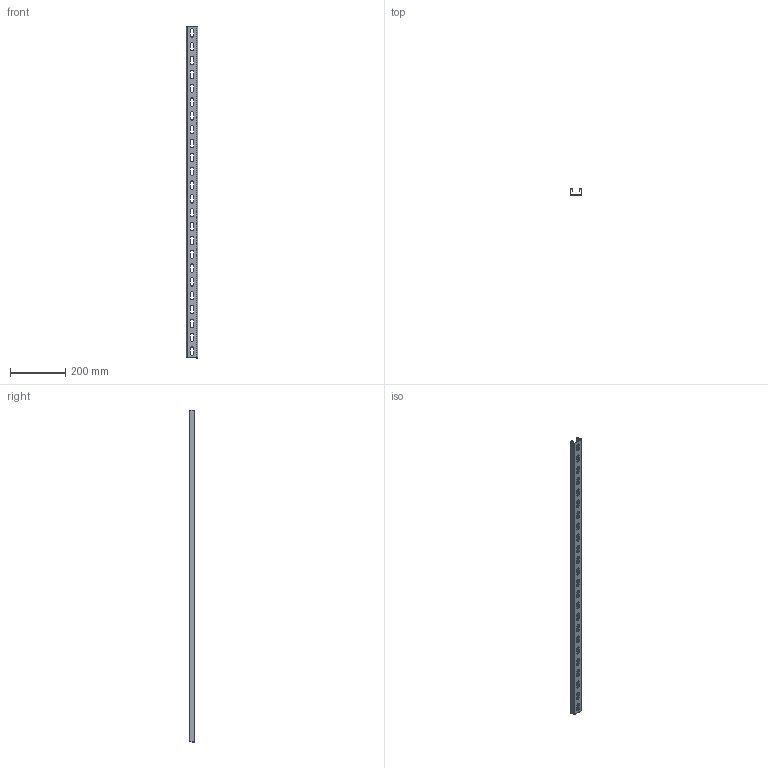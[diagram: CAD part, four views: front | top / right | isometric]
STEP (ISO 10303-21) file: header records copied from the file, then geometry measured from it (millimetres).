
FILE_DESCRIPTION (( 'STEP AP203' ), '1' );
FILE_NAME ('STRUT-镳铘桦黖h21-1200.step', '2022-01-25T09:36:00', ( '' ), ( '' ), 'SwSTEP 2.0', 'SolidWorks 2017', '' );
FILE_SCHEMA (( 'CONFIG_CONTROL_DESIGN' ));
Products named in the file (1): STRUT-镳铘桦黖h21-1200
Bounding box: 41 x 21 x 1200 mm (x, y, z)
Volume: 218267.8 mm3; surface area: 231990.5 mm2
Topology: 1 solids, 1 shells, 1720 faces, 5154 edges, 3436 vertices
Faces by surface type: plane 1666, cylinder 54
Entity records: 56999 total; most frequent: CARTESIAN_POINT 10311, ORIENTED_EDGE 10308, DIRECTION 8704, EDGE_CURVE 5154, VECTOR 5046, LINE 5046, VERTEX_POINT 3436, AXIS2_PLACEMENT_3D 1829
